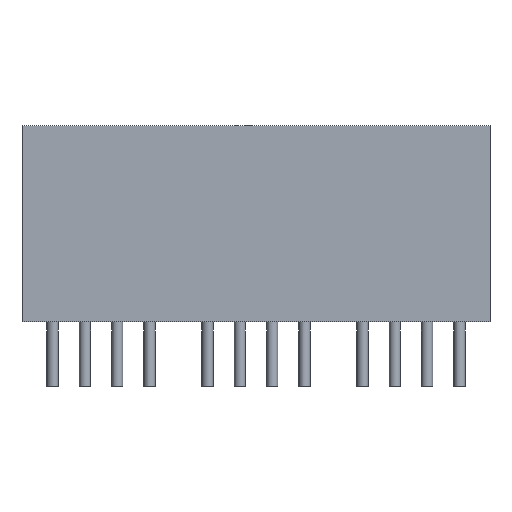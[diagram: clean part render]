
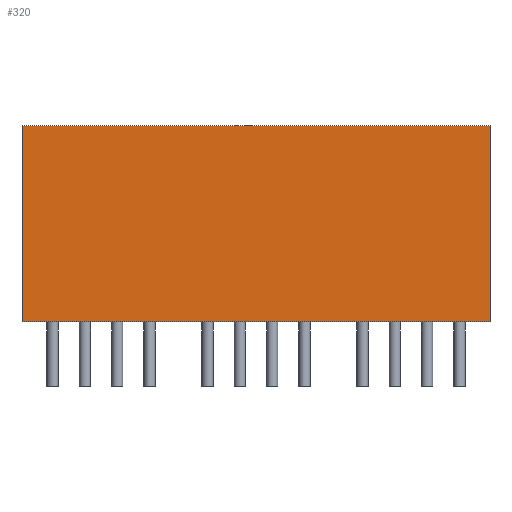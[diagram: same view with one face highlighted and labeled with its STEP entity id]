
A CAD part, front view. The second image highlights one B-rep face of the part: STEP entity #320.
In plain terms, the highlighted planar face has unit normal (0, -1, 0).
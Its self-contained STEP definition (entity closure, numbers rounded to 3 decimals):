
#151 = PLANE('',#152);
#152 = AXIS2_PLACEMENT_3D('',#153,#154,#155);
#153 = CARTESIAN_POINT('',(-33.87,-5.83,0.));
#154 = DIRECTION('',(-1.,0.,0.));
#155 = DIRECTION('',(0.,1.,0.));
#179 = PLANE('',#180);
#180 = AXIS2_PLACEMENT_3D('',#181,#182,#183);
#181 = CARTESIAN_POINT('',(-33.87,2.5,15.21));
#182 = DIRECTION('',(0.,0.,1.));
#183 = DIRECTION('',(1.,0.,0.));
#207 = PLANE('',#208);
#208 = AXIS2_PLACEMENT_3D('',#209,#210,#211);
#209 = CARTESIAN_POINT('',(2.37,2.5,0.));
#210 = DIRECTION('',(1.,0.,-0.));
#211 = DIRECTION('',(0.,-1.,0.));
#233 = PLANE('',#234);
#234 = AXIS2_PLACEMENT_3D('',#235,#236,#237);
#235 = CARTESIAN_POINT('',(-33.87,2.5,0.));
#236 = DIRECTION('',(0.,0.,1.));
#237 = DIRECTION('',(1.,0.,0.));
#250 = VERTEX_POINT('',#251);
#251 = CARTESIAN_POINT('',(2.37,-5.83,15.21));
#272 = EDGE_CURVE('',#273,#250,#275,.T.);
#273 = VERTEX_POINT('',#274);
#274 = CARTESIAN_POINT('',(2.37,-5.83,0.));
#275 = SURFACE_CURVE('',#276,(#280,#287),.PCURVE_S1.);
#276 = LINE('',#277,#278);
#277 = CARTESIAN_POINT('',(2.37,-5.83,0.));
#278 = VECTOR('',#279,1.);
#279 = DIRECTION('',(0.,0.,1.));
#280 = PCURVE('',#207,#281);
#281 = DEFINITIONAL_REPRESENTATION('',(#282),#286);
#282 = LINE('',#283,#284);
#283 = CARTESIAN_POINT('',(8.33,0.));
#284 = VECTOR('',#285,1.);
#285 = DIRECTION('',(0.,-1.));
#286 = ( GEOMETRIC_REPRESENTATION_CONTEXT(2) 
PARAMETRIC_REPRESENTATION_CONTEXT() REPRESENTATION_CONTEXT('2D SPACE',''
  ) );
#287 = PCURVE('',#288,#293);
#288 = PLANE('',#289);
#289 = AXIS2_PLACEMENT_3D('',#290,#291,#292);
#290 = CARTESIAN_POINT('',(2.37,-5.83,0.));
#291 = DIRECTION('',(0.,-1.,0.));
#292 = DIRECTION('',(-1.,0.,0.));
#293 = DEFINITIONAL_REPRESENTATION('',(#294),#298);
#294 = LINE('',#295,#296);
#295 = CARTESIAN_POINT('',(0.,-0.));
#296 = VECTOR('',#297,1.);
#297 = DIRECTION('',(0.,-1.));
#298 = ( GEOMETRIC_REPRESENTATION_CONTEXT(2) 
PARAMETRIC_REPRESENTATION_CONTEXT() REPRESENTATION_CONTEXT('2D SPACE',''
  ) );
#320 = ADVANCED_FACE('',(#321),#288,.T.);
#321 = FACE_BOUND('',#322,.T.);
#322 = EDGE_LOOP('',(#323,#324,#347,#370));
#323 = ORIENTED_EDGE('',*,*,#272,.T.);
#324 = ORIENTED_EDGE('',*,*,#325,.T.);
#325 = EDGE_CURVE('',#250,#326,#328,.T.);
#326 = VERTEX_POINT('',#327);
#327 = CARTESIAN_POINT('',(-33.87,-5.83,15.21));
#328 = SURFACE_CURVE('',#329,(#333,#340),.PCURVE_S1.);
#329 = LINE('',#330,#331);
#330 = CARTESIAN_POINT('',(2.37,-5.83,15.21));
#331 = VECTOR('',#332,1.);
#332 = DIRECTION('',(-1.,0.,0.));
#333 = PCURVE('',#288,#334);
#334 = DEFINITIONAL_REPRESENTATION('',(#335),#339);
#335 = LINE('',#336,#337);
#336 = CARTESIAN_POINT('',(0.,-15.21));
#337 = VECTOR('',#338,1.);
#338 = DIRECTION('',(1.,0.));
#339 = ( GEOMETRIC_REPRESENTATION_CONTEXT(2) 
PARAMETRIC_REPRESENTATION_CONTEXT() REPRESENTATION_CONTEXT('2D SPACE',''
  ) );
#340 = PCURVE('',#179,#341);
#341 = DEFINITIONAL_REPRESENTATION('',(#342),#346);
#342 = LINE('',#343,#344);
#343 = CARTESIAN_POINT('',(36.24,-8.33));
#344 = VECTOR('',#345,1.);
#345 = DIRECTION('',(-1.,0.));
#346 = ( GEOMETRIC_REPRESENTATION_CONTEXT(2) 
PARAMETRIC_REPRESENTATION_CONTEXT() REPRESENTATION_CONTEXT('2D SPACE',''
  ) );
#347 = ORIENTED_EDGE('',*,*,#348,.F.);
#348 = EDGE_CURVE('',#349,#326,#351,.T.);
#349 = VERTEX_POINT('',#350);
#350 = CARTESIAN_POINT('',(-33.87,-5.83,0.));
#351 = SURFACE_CURVE('',#352,(#356,#363),.PCURVE_S1.);
#352 = LINE('',#353,#354);
#353 = CARTESIAN_POINT('',(-33.87,-5.83,0.));
#354 = VECTOR('',#355,1.);
#355 = DIRECTION('',(0.,0.,1.));
#356 = PCURVE('',#288,#357);
#357 = DEFINITIONAL_REPRESENTATION('',(#358),#362);
#358 = LINE('',#359,#360);
#359 = CARTESIAN_POINT('',(36.24,0.));
#360 = VECTOR('',#361,1.);
#361 = DIRECTION('',(0.,-1.));
#362 = ( GEOMETRIC_REPRESENTATION_CONTEXT(2) 
PARAMETRIC_REPRESENTATION_CONTEXT() REPRESENTATION_CONTEXT('2D SPACE',''
  ) );
#363 = PCURVE('',#151,#364);
#364 = DEFINITIONAL_REPRESENTATION('',(#365),#369);
#365 = LINE('',#366,#367);
#366 = CARTESIAN_POINT('',(0.,0.));
#367 = VECTOR('',#368,1.);
#368 = DIRECTION('',(0.,-1.));
#369 = ( GEOMETRIC_REPRESENTATION_CONTEXT(2) 
PARAMETRIC_REPRESENTATION_CONTEXT() REPRESENTATION_CONTEXT('2D SPACE',''
  ) );
#370 = ORIENTED_EDGE('',*,*,#371,.F.);
#371 = EDGE_CURVE('',#273,#349,#372,.T.);
#372 = SURFACE_CURVE('',#373,(#377,#384),.PCURVE_S1.);
#373 = LINE('',#374,#375);
#374 = CARTESIAN_POINT('',(2.37,-5.83,0.));
#375 = VECTOR('',#376,1.);
#376 = DIRECTION('',(-1.,0.,0.));
#377 = PCURVE('',#288,#378);
#378 = DEFINITIONAL_REPRESENTATION('',(#379),#383);
#379 = LINE('',#380,#381);
#380 = CARTESIAN_POINT('',(0.,-0.));
#381 = VECTOR('',#382,1.);
#382 = DIRECTION('',(1.,0.));
#383 = ( GEOMETRIC_REPRESENTATION_CONTEXT(2) 
PARAMETRIC_REPRESENTATION_CONTEXT() REPRESENTATION_CONTEXT('2D SPACE',''
  ) );
#384 = PCURVE('',#233,#385);
#385 = DEFINITIONAL_REPRESENTATION('',(#386),#390);
#386 = LINE('',#387,#388);
#387 = CARTESIAN_POINT('',(36.24,-8.33));
#388 = VECTOR('',#389,1.);
#389 = DIRECTION('',(-1.,0.));
#390 = ( GEOMETRIC_REPRESENTATION_CONTEXT(2) 
PARAMETRIC_REPRESENTATION_CONTEXT() REPRESENTATION_CONTEXT('2D SPACE',''
  ) );
